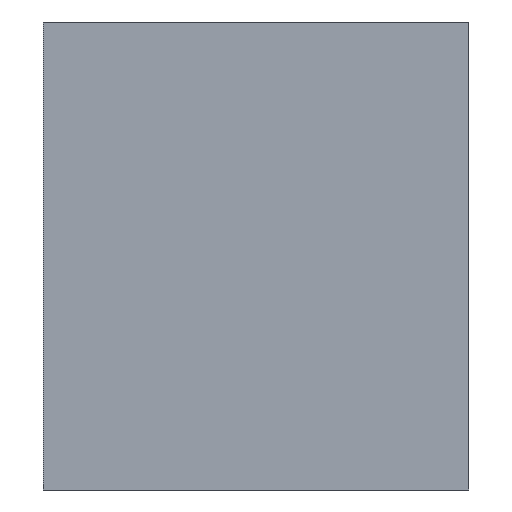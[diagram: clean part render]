
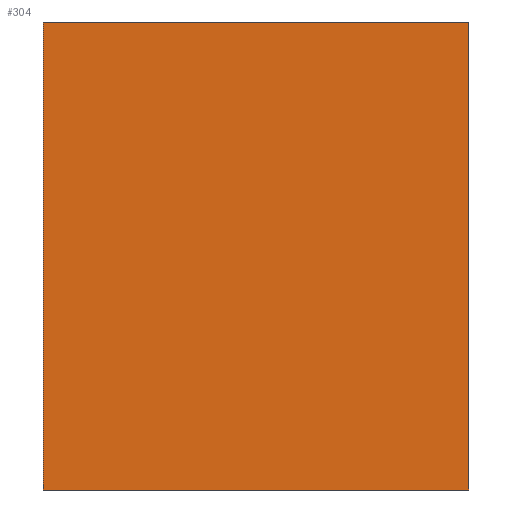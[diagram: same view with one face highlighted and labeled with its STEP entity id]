
A CAD part, front view. The second image highlights one B-rep face of the part: STEP entity #304.
In plain terms, the highlighted planar face has unit normal (0, -1, 0).
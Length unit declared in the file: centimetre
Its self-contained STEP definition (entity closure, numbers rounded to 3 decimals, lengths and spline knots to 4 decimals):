
#71 = DIRECTION ( 'NONE',  ( 0., 0., 1. ) ) ;
#98 = DIRECTION ( 'NONE',  ( 0., 0., -1. ) ) ;
#146 = EDGE_CURVE ( 'NONE', #225, #1076, #543, .T. ) ;
#149 = CARTESIAN_POINT ( 'NONE',  ( -4.9, 0., -52.1972 ) ) ;
#208 = VECTOR ( 'NONE', #71, 100. ) ;
#220 = CARTESIAN_POINT ( 'NONE',  ( 45.1, 0., 2.8028 ) ) ;
#225 = VERTEX_POINT ( 'NONE', #741 ) ;
#234 = LINE ( 'NONE', #950, #604 ) ;
#271 = AXIS2_PLACEMENT_3D ( 'NONE', #1021, #326, #411 ) ;
#300 = VECTOR ( 'NONE', #836, 100. ) ;
#304 = ADVANCED_FACE ( 'NONE', ( #924 ), #854, .T. ) ;
#313 = VECTOR ( 'NONE', #321, 100. ) ;
#321 = DIRECTION ( 'NONE',  ( -1., 0., 0. ) ) ;
#326 = DIRECTION ( 'NONE',  ( 0., -1., 0. ) ) ;
#346 = VERTEX_POINT ( 'NONE', #399 ) ;
#348 = EDGE_CURVE ( 'NONE', #1094, #346, #954, .T. ) ;
#399 = CARTESIAN_POINT ( 'NONE',  ( -4.9, 0., -52.1972 ) ) ;
#411 = DIRECTION ( 'NONE',  ( 0., 0., -1. ) ) ;
#424 = EDGE_CURVE ( 'NONE', #1076, #1094, #234, .T. ) ;
#437 = ORIENTED_EDGE ( 'NONE', *, *, #348, .F. ) ;
#543 = LINE ( 'NONE', #220, #300 ) ;
#604 = VECTOR ( 'NONE', #98, 100. ) ;
#657 = CARTESIAN_POINT ( 'NONE',  ( 45.1, 0., -52.1972 ) ) ;
#741 = CARTESIAN_POINT ( 'NONE',  ( -4.9, 0., 2.8028 ) ) ;
#750 = ORIENTED_EDGE ( 'NONE', *, *, #146, .F. ) ;
#778 = EDGE_CURVE ( 'NONE', #346, #225, #953, .T. ) ;
#794 = CARTESIAN_POINT ( 'NONE',  ( 45.1, 0., 2.8028 ) ) ;
#836 = DIRECTION ( 'NONE',  ( 1., 0., 0. ) ) ;
#854 = PLANE ( 'NONE',  #271 ) ;
#919 = ORIENTED_EDGE ( 'NONE', *, *, #778, .F. ) ;
#924 = FACE_OUTER_BOUND ( 'NONE', #1131, .T. ) ;
#950 = CARTESIAN_POINT ( 'NONE',  ( 45.1, 0., -52.1972 ) ) ;
#953 = LINE ( 'NONE', #149, #208 ) ;
#954 = LINE ( 'NONE', #657, #313 ) ;
#1021 = CARTESIAN_POINT ( 'NONE',  ( 0., 0., 0. ) ) ;
#1064 = CARTESIAN_POINT ( 'NONE',  ( 45.1, 0., -52.1972 ) ) ;
#1076 = VERTEX_POINT ( 'NONE', #794 ) ;
#1084 = ORIENTED_EDGE ( 'NONE', *, *, #424, .F. ) ;
#1094 = VERTEX_POINT ( 'NONE', #1064 ) ;
#1131 = EDGE_LOOP ( 'NONE', ( #1084, #750, #919, #437 ) ) ;
